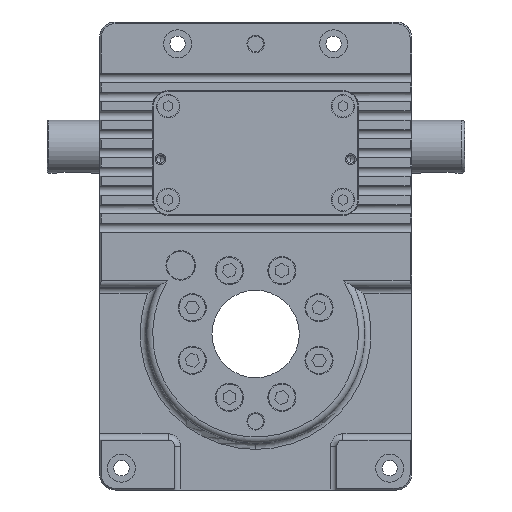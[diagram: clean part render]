
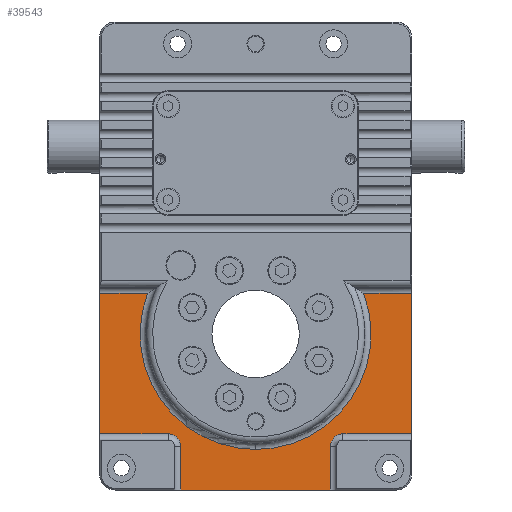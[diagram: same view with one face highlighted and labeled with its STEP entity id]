
A CAD part, front view. The second image highlights one B-rep face of the part: STEP entity #39543.
In plain terms, the highlighted planar face has unit normal (0, -1, 0).
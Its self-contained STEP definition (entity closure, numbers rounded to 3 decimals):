
#985 = DIRECTION ( 'NONE',  ( 1., 0., 0. ) ) ;
#1017 = DIRECTION ( 'NONE',  ( -1., 0., 0. ) ) ;
#1063 = AXIS2_PLACEMENT_3D ( 'NONE', #21115, #14594, #30518 ) ;
#3149 = VECTOR ( 'NONE', #11038, 1000. ) ;
#3169 = DIRECTION ( 'NONE',  ( 0., -1., 0. ) ) ;
#4359 = EDGE_CURVE ( 'NONE', #40202, #13898, #26423, .T. ) ;
#5925 = ORIENTED_EDGE ( 'NONE', *, *, #9332, .T. ) ;
#6654 = LINE ( 'NONE', #25254, #36336 ) ;
#6928 = ORIENTED_EDGE ( 'NONE', *, *, #30898, .T. ) ;
#7205 = VERTEX_POINT ( 'NONE', #38273 ) ;
#7616 = VERTEX_POINT ( 'NONE', #21767 ) ;
#7770 = DIRECTION ( 'NONE',  ( 1., 0., 0. ) ) ;
#8550 = CARTESIAN_POINT ( 'NONE',  ( 26., -31., -75. ) ) ;
#9332 = EDGE_CURVE ( 'NONE', #7616, #23145, #29469, .T. ) ;
#10536 = EDGE_CURVE ( 'NONE', #23145, #25238, #25581, .T. ) ;
#11038 = DIRECTION ( 'NONE',  ( 1., 0., 0. ) ) ;
#11624 = VECTOR ( 'NONE', #28277, 1000. ) ;
#11699 = CARTESIAN_POINT ( 'NONE',  ( 50., -31., -12. ) ) ;
#12103 = DIRECTION ( 'NONE',  ( 0., 0., 1. ) ) ;
#12253 = VECTOR ( 'NONE', #1017, 1000. ) ;
#12324 = EDGE_CURVE ( 'NONE', #39085, #40202, #30369, .T. ) ;
#12833 = DIRECTION ( 'NONE',  ( 0., 0., -1. ) ) ;
#13224 = CARTESIAN_POINT ( 'NONE',  ( -28., -31., -61. ) ) ;
#13325 = CARTESIAN_POINT ( 'NONE',  ( -28., -31., -57. ) ) ;
#13898 = VERTEX_POINT ( 'NONE', #16952 ) ;
#14320 = DIRECTION ( 'NONE',  ( 0., 0., -1. ) ) ;
#14339 = AXIS2_PLACEMENT_3D ( 'NONE', #15867, #3169, #28887 ) ;
#14594 = DIRECTION ( 'NONE',  ( 0., 1., 0. ) ) ;
#15867 = CARTESIAN_POINT ( 'NONE',  ( 28., -31., -61. ) ) ;
#15991 = EDGE_LOOP ( 'NONE', ( #23526, #6928, #29655, #5925, #25575, #24052, #33270, #23637, #33636, #18149, #22511, #30054, #18641 ) ) ;
#16066 = VERTEX_POINT ( 'NONE', #11699 ) ;
#16875 = CARTESIAN_POINT ( 'NONE',  ( 0., -31., -57. ) ) ;
#16952 = CARTESIAN_POINT ( 'NONE',  ( 24., -31., -61. ) ) ;
#17288 = VECTOR ( 'NONE', #30336, 1000. ) ;
#17706 = CARTESIAN_POINT ( 'NONE',  ( 34.641, -31., -12. ) ) ;
#18093 = VERTEX_POINT ( 'NONE', #20013 ) ;
#18149 = ORIENTED_EDGE ( 'NONE', *, *, #36732, .F. ) ;
#18183 = FACE_OUTER_BOUND ( 'NONE', #15991, .T. ) ;
#18641 = ORIENTED_EDGE ( 'NONE', *, *, #33351, .T. ) ;
#18825 = EDGE_CURVE ( 'NONE', #18093, #16066, #20290, .T. ) ;
#19535 = DIRECTION ( 'NONE',  ( 0., 1., 0. ) ) ;
#19597 = VECTOR ( 'NONE', #985, 1000. ) ;
#19826 = DIRECTION ( 'NONE',  ( 0., 0., -1. ) ) ;
#20013 = CARTESIAN_POINT ( 'NONE',  ( 50., -31., -57. ) ) ;
#20290 = LINE ( 'NONE', #39336, #17288 ) ;
#20325 = CARTESIAN_POINT ( 'NONE',  ( 0., -31., -57. ) ) ;
#20661 = LINE ( 'NONE', #29374, #12253 ) ;
#21098 = EDGE_CURVE ( 'NONE', #28231, #7205, #22654, .T. ) ;
#21115 = CARTESIAN_POINT ( 'NONE',  ( 0., -31., -25. ) ) ;
#21336 = CARTESIAN_POINT ( 'NONE',  ( -24., -31., -75. ) ) ;
#21767 = CARTESIAN_POINT ( 'NONE',  ( -50., -31., -12. ) ) ;
#21979 = CARTESIAN_POINT ( 'NONE',  ( 0., -31., -25. ) ) ;
#22511 = ORIENTED_EDGE ( 'NONE', *, *, #33354, .T. ) ;
#22654 = CIRCLE ( 'NONE', #1063, 37. ) ;
#22777 = CARTESIAN_POINT ( 'NONE',  ( -34.641, -31., -12. ) ) ;
#23095 = EDGE_CURVE ( 'NONE', #24540, #7616, #6654, .T. ) ;
#23145 = VERTEX_POINT ( 'NONE', #38650 ) ;
#23526 = ORIENTED_EDGE ( 'NONE', *, *, #21098, .T. ) ;
#23637 = ORIENTED_EDGE ( 'NONE', *, *, #12324, .T. ) ;
#24052 = ORIENTED_EDGE ( 'NONE', *, *, #27464, .F. ) ;
#24303 = CARTESIAN_POINT ( 'NONE',  ( -24., -31., -61. ) ) ;
#24520 = AXIS2_PLACEMENT_3D ( 'NONE', #21979, #28209, #37337 ) ;
#24540 = VERTEX_POINT ( 'NONE', #22777 ) ;
#24557 = VECTOR ( 'NONE', #14320, 1000. ) ;
#25173 = PLANE ( 'NONE',  #24520 ) ;
#25238 = VERTEX_POINT ( 'NONE', #13325 ) ;
#25254 = CARTESIAN_POINT ( 'NONE',  ( 0., -31., -12. ) ) ;
#25457 = CIRCLE ( 'NONE', #26430, 37. ) ;
#25575 = ORIENTED_EDGE ( 'NONE', *, *, #10536, .T. ) ;
#25581 = LINE ( 'NONE', #20325, #19597 ) ;
#26209 = CARTESIAN_POINT ( 'NONE',  ( 0., -31., -25. ) ) ;
#26391 = CARTESIAN_POINT ( 'NONE',  ( 24., -31., -75. ) ) ;
#26423 = LINE ( 'NONE', #34084, #38794 ) ;
#26430 = AXIS2_PLACEMENT_3D ( 'NONE', #26209, #19535, #19826 ) ;
#26933 = CARTESIAN_POINT ( 'NONE',  ( -24., -31., -25. ) ) ;
#27464 = EDGE_CURVE ( 'NONE', #30040, #25238, #35083, .T. ) ;
#27572 = VECTOR ( 'NONE', #7770, 1000. ) ;
#28209 = DIRECTION ( 'NONE',  ( 0., -1., 0. ) ) ;
#28231 = VERTEX_POINT ( 'NONE', #17706 ) ;
#28277 = DIRECTION ( 'NONE',  ( 0., 0., -1. ) ) ;
#28887 = DIRECTION ( 'NONE',  ( 0., 0., -1. ) ) ;
#29374 = CARTESIAN_POINT ( 'NONE',  ( 0., -31., -12. ) ) ;
#29469 = LINE ( 'NONE', #40611, #11624 ) ;
#29558 = LINE ( 'NONE', #16875, #27572 ) ;
#29655 = ORIENTED_EDGE ( 'NONE', *, *, #23095, .T. ) ;
#30040 = VERTEX_POINT ( 'NONE', #24303 ) ;
#30054 = ORIENTED_EDGE ( 'NONE', *, *, #18825, .T. ) ;
#30336 = DIRECTION ( 'NONE',  ( 0., 0., 1. ) ) ;
#30369 = LINE ( 'NONE', #8550, #3149 ) ;
#30518 = DIRECTION ( 'NONE',  ( 0., 0., -1. ) ) ;
#30645 = VERTEX_POINT ( 'NONE', #31329 ) ;
#30898 = EDGE_CURVE ( 'NONE', #7205, #24540, #25457, .T. ) ;
#31329 = CARTESIAN_POINT ( 'NONE',  ( 28., -31., -57. ) ) ;
#31457 = DIRECTION ( 'NONE',  ( -1., 0., 0. ) ) ;
#33182 = AXIS2_PLACEMENT_3D ( 'NONE', #13224, #38280, #12833 ) ;
#33270 = ORIENTED_EDGE ( 'NONE', *, *, #40385, .T. ) ;
#33351 = EDGE_CURVE ( 'NONE', #16066, #28231, #20661, .T. ) ;
#33354 = EDGE_CURVE ( 'NONE', #30645, #18093, #29558, .T. ) ;
#33636 = ORIENTED_EDGE ( 'NONE', *, *, #4359, .T. ) ;
#34084 = CARTESIAN_POINT ( 'NONE',  ( 24., -31., -25. ) ) ;
#35083 = CIRCLE ( 'NONE', #33182, 4. ) ;
#35959 = LINE ( 'NONE', #26933, #24557 ) ;
#36336 = VECTOR ( 'NONE', #31457, 1000. ) ;
#36732 = EDGE_CURVE ( 'NONE', #30645, #13898, #39261, .T. ) ;
#37337 = DIRECTION ( 'NONE',  ( 0., 0., -1. ) ) ;
#38273 = CARTESIAN_POINT ( 'NONE',  ( 0., -31., -62. ) ) ;
#38280 = DIRECTION ( 'NONE',  ( 0., -1., 0. ) ) ;
#38650 = CARTESIAN_POINT ( 'NONE',  ( -50., -31., -57. ) ) ;
#38794 = VECTOR ( 'NONE', #12103, 1000. ) ;
#39085 = VERTEX_POINT ( 'NONE', #21336 ) ;
#39261 = CIRCLE ( 'NONE', #14339, 4. ) ;
#39336 = CARTESIAN_POINT ( 'NONE',  ( 50., -31., -10. ) ) ;
#39543 = ADVANCED_FACE ( 'NONE', ( #18183 ), #25173, .T. ) ;
#40202 = VERTEX_POINT ( 'NONE', #26391 ) ;
#40385 = EDGE_CURVE ( 'NONE', #30040, #39085, #35959, .T. ) ;
#40611 = CARTESIAN_POINT ( 'NONE',  ( -50., -31., -10. ) ) ;
